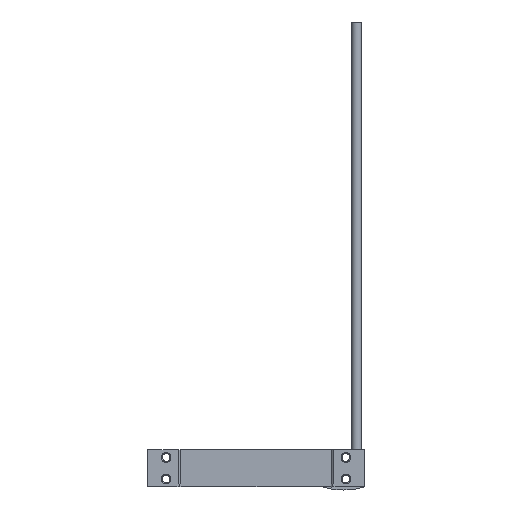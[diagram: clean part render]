
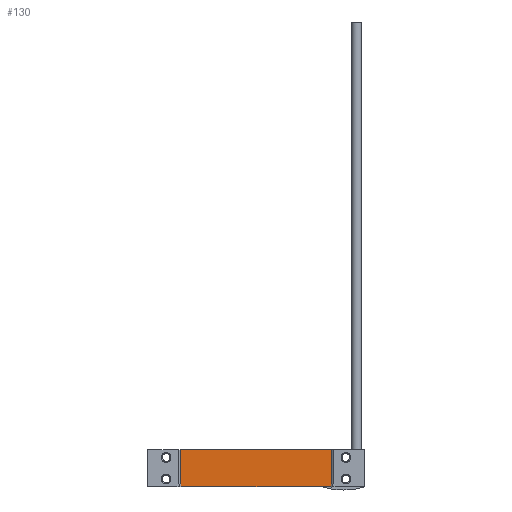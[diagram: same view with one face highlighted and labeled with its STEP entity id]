
A CAD part, front view. The second image highlights one B-rep face of the part: STEP entity #130.
In plain terms, the highlighted free-form (B-spline) face has degree [1, 1] with [4, 4] control points.
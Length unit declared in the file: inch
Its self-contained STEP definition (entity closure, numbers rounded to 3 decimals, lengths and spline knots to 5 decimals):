
#130=ADVANCED_FACE('',(#313),#314,.F.);
#313=FACE_OUTER_BOUND('',#593,.T.);
#314=B_SPLINE_SURFACE_WITH_KNOTS('',1,1,((#594,#595,#596,#597),(#598,#599,#600,#601),(#602,#603,#604,#605),(#606,#607,#608,#609)),.UNSPECIFIED.,.F.,.F.,.F.,(2,1,1,2),(2,1,1,2),(-0.00212,0.0,1.0,1.00212),(-0.00212,0.0,1.0,1.00212),.UNSPECIFIED.);
#593=EDGE_LOOP('',(#2508,#2509,#2510,#2511));
#594=CARTESIAN_POINT('',(-0.96585,-0.41339,-0.23722));
#595=CARTESIAN_POINT('',(-0.96178,-0.41339,-0.23722));
#596=CARTESIAN_POINT('',(0.96178,-0.41339,-0.23722));
#597=CARTESIAN_POINT('',(0.96585,-0.41339,-0.23722));
#598=CARTESIAN_POINT('',(-0.96585,-0.41339,-0.23622));
#599=CARTESIAN_POINT('',(-0.96178,-0.41339,-0.23622));
#600=CARTESIAN_POINT('',(0.96178,-0.41339,-0.23622));
#601=CARTESIAN_POINT('',(0.96585,-0.41339,-0.23622));
#602=CARTESIAN_POINT('',(-0.96585,-0.41339,0.23622));
#603=CARTESIAN_POINT('',(-0.96178,-0.41339,0.23622));
#604=CARTESIAN_POINT('',(0.96178,-0.41339,0.23622));
#605=CARTESIAN_POINT('',(0.96585,-0.41339,0.23622));
#606=CARTESIAN_POINT('',(-0.96585,-0.41339,0.23722));
#607=CARTESIAN_POINT('',(-0.96178,-0.41339,0.23722));
#608=CARTESIAN_POINT('',(0.96178,-0.41339,0.23722));
#609=CARTESIAN_POINT('',(0.96585,-0.41339,0.23722));
#2508=ORIENTED_EDGE('',*,*,#3754,.F.);
#2509=ORIENTED_EDGE('',*,*,#3755,.F.);
#2510=ORIENTED_EDGE('',*,*,#3756,.F.);
#2511=ORIENTED_EDGE('',*,*,#3757,.T.);
#3754=EDGE_CURVE('',#4390,#4391,#4392,.T.);
#3755=EDGE_CURVE('',#4393,#4390,#4394,.T.);
#3756=EDGE_CURVE('',#4395,#4393,#4396,.T.);
#3757=EDGE_CURVE('',#4395,#4391,#4397,.T.);
#4390=VERTEX_POINT('',#5532);
#4391=VERTEX_POINT('',#5533);
#4392=B_SPLINE_CURVE_WITH_KNOTS('',3,(#5534,#5535,#5536,#5537,#5538,#5539,#5540,#5541,#5542,#5543,#5544,#5545,#5546,#5547,#5548,#5549,#5550,#5551,#5552),.UNSPECIFIED.,.F.,.F.,(4,3,3,3,3,3,4),(0.0,0.16331,0.39212,0.54825,0.69867,0.83328,1.0),.UNSPECIFIED.);
#4393=VERTEX_POINT('',#5553);
#4394=LINE('',#5554,#5555);
#4395=VERTEX_POINT('',#5556);
#4396=B_SPLINE_CURVE_WITH_KNOTS('',3,(#5557,#5558,#5559,#5560,#5561,#5562),.UNSPECIFIED.,.F.,.F.,(4,2,4),(0.0,0.09787,0.47318),.UNSPECIFIED.);
#4397=LINE('',#5563,#5564);
#5532=CARTESIAN_POINT('',(-0.95426,-0.41339,-0.23622));
#5533=CARTESIAN_POINT('',(-0.96178,-0.41339,0.23622));
#5534=CARTESIAN_POINT('',(-0.95426,-0.41339,-0.23622));
#5535=CARTESIAN_POINT('',(-0.95468,-0.41339,-0.2105));
#5536=CARTESIAN_POINT('',(-0.9541,-0.41339,-0.18477));
#5537=CARTESIAN_POINT('',(-0.95411,-0.41339,-0.15905));
#5538=CARTESIAN_POINT('',(-0.95412,-0.41339,-0.12301));
#5539=CARTESIAN_POINT('',(-0.95546,-0.41339,-0.08698));
#5540=CARTESIAN_POINT('',(-0.95594,-0.41339,-0.05095));
#5541=CARTESIAN_POINT('',(-0.95627,-0.41339,-0.02636));
#5542=CARTESIAN_POINT('',(-0.95664,-0.41339,-0.00177));
#5543=CARTESIAN_POINT('',(-0.95708,-0.41339,0.02281));
#5544=CARTESIAN_POINT('',(-0.95751,-0.41339,0.0465));
#5545=CARTESIAN_POINT('',(-0.95791,-0.41339,0.07019));
#5546=CARTESIAN_POINT('',(-0.95824,-0.41339,0.09388));
#5547=CARTESIAN_POINT('',(-0.95854,-0.41339,0.11508));
#5548=CARTESIAN_POINT('',(-0.95873,-0.41339,0.13629));
#5549=CARTESIAN_POINT('',(-0.95932,-0.41339,0.15748));
#5550=CARTESIAN_POINT('',(-0.96004,-0.41339,0.18373));
#5551=CARTESIAN_POINT('',(-0.96135,-0.41339,0.20996));
#5552=CARTESIAN_POINT('',(-0.96178,-0.41339,0.23622));
#5553=CARTESIAN_POINT('',(0.95426,-0.41339,-0.23622));
#5554=CARTESIAN_POINT('',(0.96178,-0.41339,-0.23622));
#5555=VECTOR('',#7038,1.92357);
#5556=CARTESIAN_POINT('',(0.96178,-0.41339,0.23622));
#5557=CARTESIAN_POINT('',(0.96178,-0.41339,0.23622));
#5558=CARTESIAN_POINT('',(0.96127,-0.41339,0.2036));
#5559=CARTESIAN_POINT('',(0.96075,-0.41339,0.17099));
#5560=CARTESIAN_POINT('',(0.95824,-0.41339,0.01329));
#5561=CARTESIAN_POINT('',(0.95628,-0.41339,-0.10998));
#5562=CARTESIAN_POINT('',(0.95426,-0.41339,-0.23622));
#5563=CARTESIAN_POINT('',(0.96178,-0.41339,0.23622));
#5564=VECTOR('',#7039,1.92357);
#7038=DIRECTION('',(-1.0,0.0,0.0));
#7039=DIRECTION('',(-1.0,0.0,0.0));
